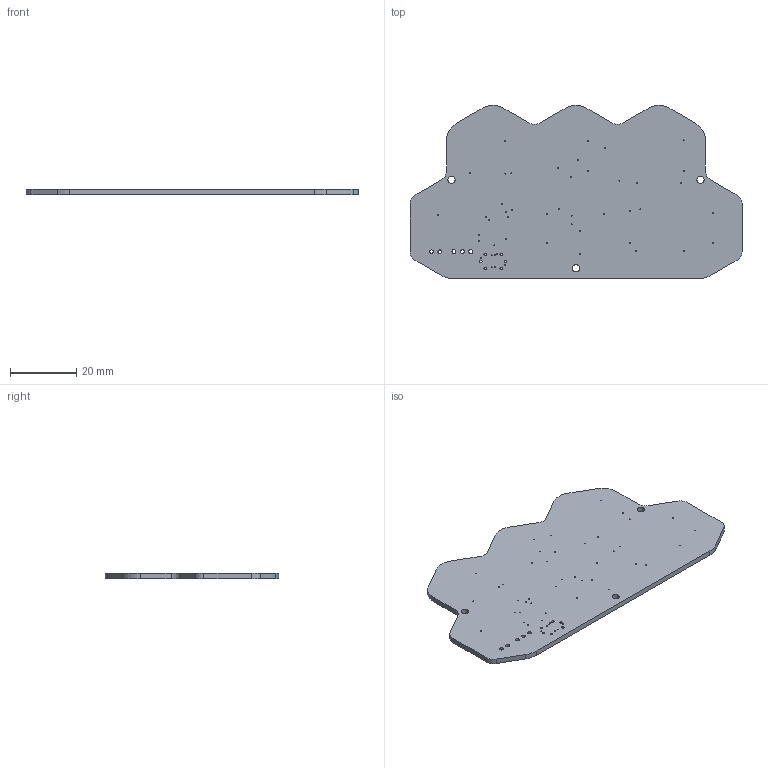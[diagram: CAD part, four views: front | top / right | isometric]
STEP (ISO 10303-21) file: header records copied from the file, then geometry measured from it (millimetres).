
FILE_DESCRIPTION (( 'STEP AP214' ), '1' );
FILE_NAME ('Skirt_Button_PCB_only_PCB.STEP', '2023-06-12T13:16:07', ( '' ), ( '' ), 'SwSTEP 2.0', 'SolidWorks 2023', '' );
FILE_SCHEMA (( 'AUTOMOTIVE_DESIGN' ));
Length unit declared in the file: millimetre
Products named in the file (2): Volumenkörper1; Skirt_Button_PCB_only_PCB
Assembly tree (1 placements, depth 2):
  Skirt_Button_PCB_only_PCB
    Volumenkörper1
Bounding box: 99.97 x 52.26 x 1.6 mm (x, y, z)
Volume: 6965.9 mm3; surface area: 9309.9 mm2
Topology: 1 solids, 1 shells, 158 faces, 468 edges, 312 vertices
Faces by surface type: cylinder 141, plane 17
Entity records: 5757 total; most frequent: DIRECTION 1074, CARTESIAN_POINT 942, ORIENTED_EDGE 936, EDGE_CURVE 468, AXIS2_PLACEMENT_3D 444, VERTEX_POINT 312, CIRCLE 282, EDGE_LOOP 282
